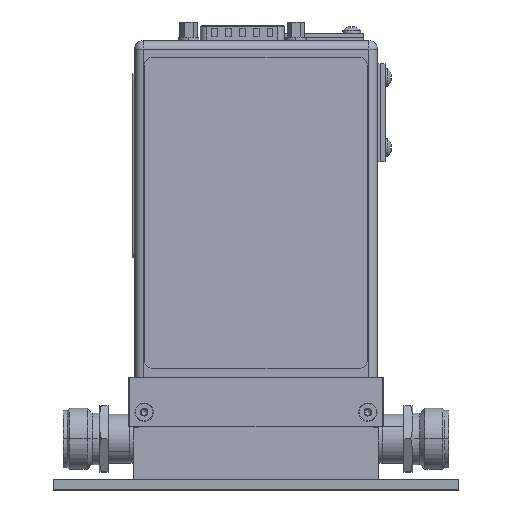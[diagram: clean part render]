
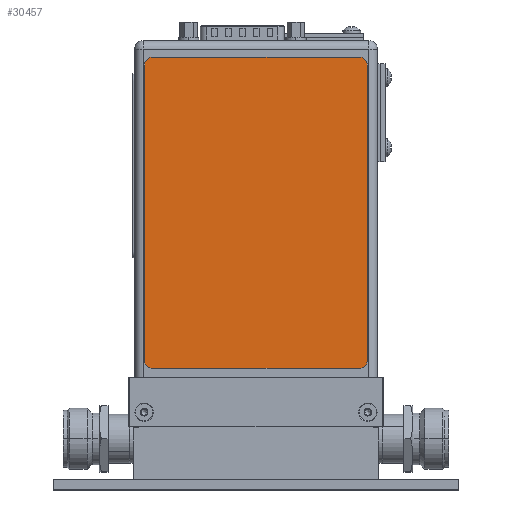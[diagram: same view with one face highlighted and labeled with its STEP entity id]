
A CAD part, top view. The second image highlights one B-rep face of the part: STEP entity #30457.
In plain terms, the highlighted planar face has unit normal (0, 0, 1).
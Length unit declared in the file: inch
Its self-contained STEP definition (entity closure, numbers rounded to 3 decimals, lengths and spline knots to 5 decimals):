
#30214=CARTESIAN_POINT('',(2.63,3.71,0.004));
#30215=DIRECTION('',(0.,0.,1.));
#30216=DIRECTION('',(1.,0.,0.));
#30217=AXIS2_PLACEMENT_3D('',#30214,#30215,#30216);
#30222=DIRECTION('',(0.,1.,0.));
#30223=VECTOR('',#30222,3.61);
#30224=CARTESIAN_POINT('',(2.73,0.1,0.004));
#30225=LINE('',#30224,#30223);
#30229=CARTESIAN_POINT('',(2.63,0.1,0.004));
#30230=DIRECTION('',(0.,0.,1.));
#30231=DIRECTION('',(0.,-1.,0.));
#30232=AXIS2_PLACEMENT_3D('',#30229,#30230,#30231);
#30237=DIRECTION('',(1.,0.,0.));
#30238=VECTOR('',#30237,2.53);
#30239=CARTESIAN_POINT('',(0.1,0.,0.004));
#30240=LINE('',#30239,#30238);
#30244=CARTESIAN_POINT('',(0.1,0.1,0.004));
#30245=DIRECTION('',(0.,0.,1.));
#30246=DIRECTION('',(-1.,0.,0.));
#30247=AXIS2_PLACEMENT_3D('',#30244,#30245,#30246);
#30252=DIRECTION('',(0.,-1.,0.));
#30253=VECTOR('',#30252,3.61);
#30254=CARTESIAN_POINT('',(0.,3.71,0.004));
#30255=LINE('',#30254,#30253);
#30259=CARTESIAN_POINT('',(0.1,3.71,0.004));
#30260=DIRECTION('',(0.,0.,1.));
#30261=DIRECTION('',(0.,1.,0.));
#30262=AXIS2_PLACEMENT_3D('',#30259,#30260,#30261);
#30267=DIRECTION('',(-1.,0.,0.));
#30268=VECTOR('',#30267,2.53);
#30269=CARTESIAN_POINT('',(2.63,3.81,0.004));
#30270=LINE('',#30269,#30268);
#30278=CARTESIAN_POINT('',(2.73,3.71,0.004));
#30279=VERTEX_POINT('',#30278);
#30280=CARTESIAN_POINT('',(2.63,3.81,0.004));
#30281=VERTEX_POINT('',#30280);
#30286=CARTESIAN_POINT('',(0.1,3.81,0.004));
#30287=VERTEX_POINT('',#30286);
#30288=CARTESIAN_POINT('',(0.,3.71,0.004));
#30289=VERTEX_POINT('',#30288);
#30294=CARTESIAN_POINT('',(0.,0.1,0.004));
#30295=VERTEX_POINT('',#30294);
#30296=CARTESIAN_POINT('',(0.1,0.,0.004));
#30297=VERTEX_POINT('',#30296);
#30300=CARTESIAN_POINT('',(2.73,0.1,0.004));
#30301=VERTEX_POINT('',#30300);
#30304=CARTESIAN_POINT('',(2.63,0.,0.004));
#30305=VERTEX_POINT('',#30304);
#30442=CARTESIAN_POINT('',(0.,0.,0.004));
#30443=DIRECTION('',(0.,0.,1.));
#30444=DIRECTION('',(1.,0.,0.));
#30445=AXIS2_PLACEMENT_3D('',#30442,#30443,#30444);
#30446=PLANE('',#30445);
#30447=ORIENTED_EDGE('',*,*,#30338,.F.);
#30448=ORIENTED_EDGE('',*,*,#30354,.F.);
#30449=ORIENTED_EDGE('',*,*,#30367,.F.);
#30450=ORIENTED_EDGE('',*,*,#30380,.F.);
#30451=ORIENTED_EDGE('',*,*,#30395,.F.);
#30452=ORIENTED_EDGE('',*,*,#30408,.F.);
#30453=ORIENTED_EDGE('',*,*,#30423,.F.);
#30454=ORIENTED_EDGE('',*,*,#30435,.F.);
#30455=EDGE_LOOP('',(#30447,#30448,#30449,#30450,#30451,#30452,#30453,#30454));
#30456=FACE_OUTER_BOUND('',#30455,.F.);
#30457=ADVANCED_FACE('',(#30456),#30446,.T.);
#30218=CIRCLE('',#30217,0.1);
#30233=CIRCLE('',#30232,0.1);
#30248=CIRCLE('',#30247,0.1);
#30263=CIRCLE('',#30262,0.1);
#30338=EDGE_CURVE('',#30279,#30281,#30218,.T.);
#30354=EDGE_CURVE('',#30301,#30279,#30225,.T.);
#30367=EDGE_CURVE('',#30305,#30301,#30233,.T.);
#30380=EDGE_CURVE('',#30297,#30305,#30240,.T.);
#30395=EDGE_CURVE('',#30295,#30297,#30248,.T.);
#30408=EDGE_CURVE('',#30289,#30295,#30255,.T.);
#30423=EDGE_CURVE('',#30287,#30289,#30263,.T.);
#30435=EDGE_CURVE('',#30281,#30287,#30270,.T.);
